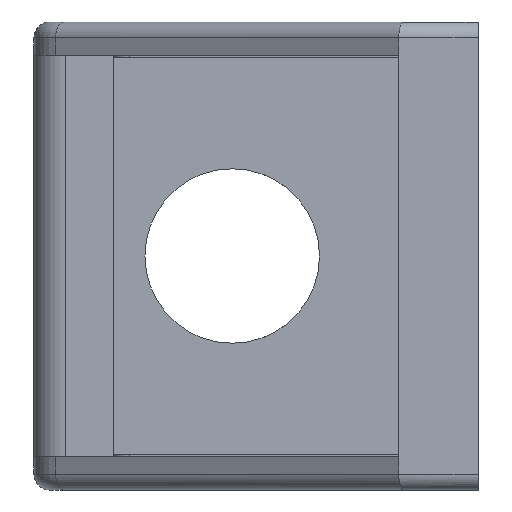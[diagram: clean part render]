
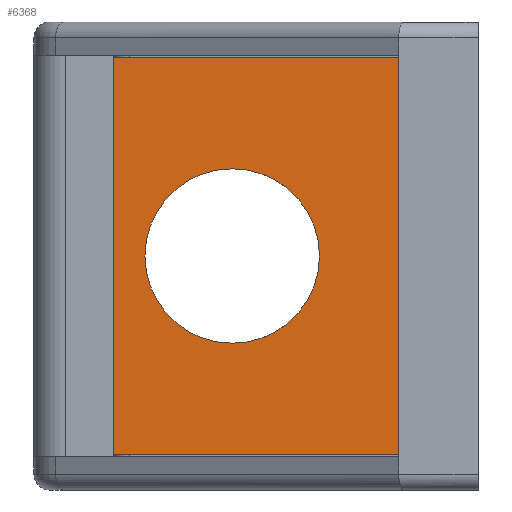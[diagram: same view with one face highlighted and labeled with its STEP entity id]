
A CAD part, left-side view. The second image highlights one B-rep face of the part: STEP entity #6368.
In plain terms, the highlighted planar face has unit normal (-1, 0, 0).
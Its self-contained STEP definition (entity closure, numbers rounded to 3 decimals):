
#25 = DIRECTION ( 'NONE',  ( 1., 0., 0. ) ) ;
#182 = VECTOR ( 'NONE', #4939, 1000. ) ;
#494 = VERTEX_POINT ( 'NONE', #3330 ) ;
#508 = EDGE_CURVE ( 'NONE', #1067, #1765, #3174, .T. ) ;
#732 = DIRECTION ( 'NONE',  ( 0., 0., 1. ) ) ;
#849 = VERTEX_POINT ( 'NONE', #3681 ) ;
#867 = LINE ( 'NONE', #6144, #2794 ) ;
#871 = ORIENTED_EDGE ( 'NONE', *, *, #2417, .T. ) ;
#896 = CARTESIAN_POINT ( 'NONE',  ( -14.5, 23., 12.5 ) ) ;
#1054 = DIRECTION ( 'NONE',  ( 0., 0., -1. ) ) ;
#1067 = VERTEX_POINT ( 'NONE', #4287 ) ;
#1420 = CARTESIAN_POINT ( 'NONE',  ( -14.5, 0., 12.5 ) ) ;
#1616 = FACE_BOUND ( 'NONE', #2950, .T. ) ;
#1687 = ORIENTED_EDGE ( 'NONE', *, *, #2840, .T. ) ;
#1739 = DIRECTION ( 'NONE',  ( 0., 0., 1. ) ) ;
#1750 = DIRECTION ( 'NONE',  ( 1., 0., 0. ) ) ;
#1765 = VERTEX_POINT ( 'NONE', #896 ) ;
#1791 = EDGE_CURVE ( 'NONE', #849, #3614, #3035, .T. ) ;
#2015 = ORIENTED_EDGE ( 'NONE', *, *, #2250, .F. ) ;
#2073 = AXIS2_PLACEMENT_3D ( 'NONE', #3557, #25, #6018 ) ;
#2110 = EDGE_CURVE ( 'NONE', #494, #6011, #2135, .T. ) ;
#2135 = LINE ( 'NONE', #1420, #3181 ) ;
#2153 = ORIENTED_EDGE ( 'NONE', *, *, #1791, .T. ) ;
#2250 = EDGE_CURVE ( 'NONE', #1765, #6011, #6242, .T. ) ;
#2417 = EDGE_CURVE ( 'NONE', #3614, #849, #3545, .T. ) ;
#2449 = CARTESIAN_POINT ( 'NONE',  ( -14.5, 23., 12.5 ) ) ;
#2794 = VECTOR ( 'NONE', #5494, 1000. ) ;
#2840 = EDGE_CURVE ( 'NONE', #1067, #494, #867, .T. ) ;
#2950 = EDGE_LOOP ( 'NONE', ( #871, #2153 ) ) ;
#3035 = CIRCLE ( 'NONE', #2073, 5.5 ) ;
#3174 = LINE ( 'NONE', #2449, #4723 ) ;
#3181 = VECTOR ( 'NONE', #732, 1000. ) ;
#3330 = CARTESIAN_POINT ( 'NONE',  ( -14.5, 0., -12.5 ) ) ;
#3346 = FACE_OUTER_BOUND ( 'NONE', #4692, .T. ) ;
#3545 = CIRCLE ( 'NONE', #3696, 5.5 ) ;
#3557 = CARTESIAN_POINT ( 'NONE',  ( -14.5, 15.5, 0. ) ) ;
#3614 = VERTEX_POINT ( 'NONE', #4398 ) ;
#3681 = CARTESIAN_POINT ( 'NONE',  ( -14.5, 15.5, 5.5 ) ) ;
#3696 = AXIS2_PLACEMENT_3D ( 'NONE', #6492, #1750, #1054 ) ;
#3860 = DIRECTION ( 'NONE',  ( 0., 0., -1. ) ) ;
#4287 = CARTESIAN_POINT ( 'NONE',  ( -14.5, 23., -12.5 ) ) ;
#4398 = CARTESIAN_POINT ( 'NONE',  ( -14.5, 15.5, -5.5 ) ) ;
#4494 = ORIENTED_EDGE ( 'NONE', *, *, #2110, .T. ) ;
#4497 = DIRECTION ( 'NONE',  ( 1., 0., 0. ) ) ;
#4692 = EDGE_LOOP ( 'NONE', ( #4494, #2015, #5565, #1687 ) ) ;
#4723 = VECTOR ( 'NONE', #1739, 1000. ) ;
#4939 = DIRECTION ( 'NONE',  ( 0., -1., 0. ) ) ;
#5155 = CARTESIAN_POINT ( 'NONE',  ( -14.5, 23., 12.5 ) ) ;
#5494 = DIRECTION ( 'NONE',  ( 0., -1., 0. ) ) ;
#5565 = ORIENTED_EDGE ( 'NONE', *, *, #508, .F. ) ;
#5587 = CARTESIAN_POINT ( 'NONE',  ( -14.5, 23., 12.5 ) ) ;
#6011 = VERTEX_POINT ( 'NONE', #6446 ) ;
#6018 = DIRECTION ( 'NONE',  ( 0., 0., -1. ) ) ;
#6144 = CARTESIAN_POINT ( 'NONE',  ( -14.5, 23., -12.5 ) ) ;
#6242 = LINE ( 'NONE', #5587, #182 ) ;
#6316 = AXIS2_PLACEMENT_3D ( 'NONE', #5155, #4497, #3860 ) ;
#6368 = ADVANCED_FACE ( 'NONE', ( #1616, #3346 ), #6481, .F. ) ;
#6446 = CARTESIAN_POINT ( 'NONE',  ( -14.5, 0., 12.5 ) ) ;
#6481 = PLANE ( 'NONE',  #6316 ) ;
#6492 = CARTESIAN_POINT ( 'NONE',  ( -14.5, 15.5, 0. ) ) ;
